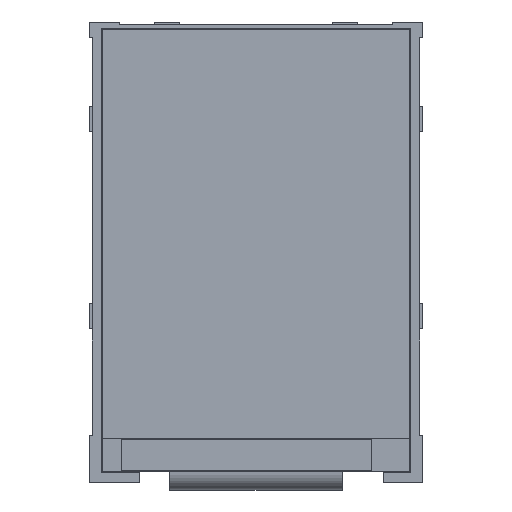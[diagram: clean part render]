
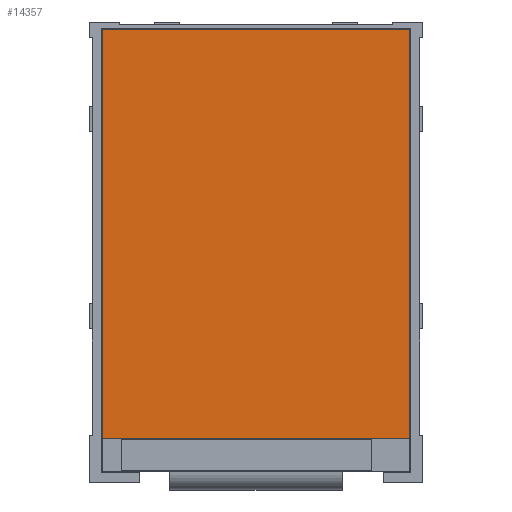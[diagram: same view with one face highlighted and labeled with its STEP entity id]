
A CAD part, top view. The second image highlights one B-rep face of the part: STEP entity #14357.
In plain terms, the highlighted planar face has unit normal (0, 0, 1).
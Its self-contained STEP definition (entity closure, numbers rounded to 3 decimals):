
#3777=ORIENTED_EDGE('',*,*,#5244,.F.);
#3778=ORIENTED_EDGE('',*,*,#5253,.F.);
#3779=ORIENTED_EDGE('',*,*,#5250,.F.);
#3780=ORIENTED_EDGE('',*,*,#5247,.F.);
#5244=EDGE_CURVE('',#6236,#6237,#7025,.T.);
#5247=EDGE_CURVE('',#6237,#6239,#7028,.T.);
#5250=EDGE_CURVE('',#6239,#6241,#7031,.T.);
#5253=EDGE_CURVE('',#6241,#6236,#7034,.T.);
#6236=VERTEX_POINT('',#25492);
#6237=VERTEX_POINT('',#25494);
#6239=VERTEX_POINT('',#25500);
#6241=VERTEX_POINT('',#25506);
#7025=LINE('',#25493,#7818);
#7028=LINE('',#25499,#7821);
#7031=LINE('',#25505,#7824);
#7034=LINE('',#25510,#7827);
#7818=VECTOR('',#16701,1000.);
#7821=VECTOR('',#16706,1000.);
#7824=VECTOR('',#16711,1000.);
#7827=VECTOR('',#16716,1000.);
#8495=EDGE_LOOP('',(#3777,#3778,#3779,#3780));
#9164=FACE_BOUND('',#8495,.T.);
#9635=PLANE('',#14899);
#14357=ADVANCED_FACE('',(#9164),#9635,.F.);
#14899=AXIS2_PLACEMENT_3D('',#25511,#16717,#16718);
#16701=DIRECTION('',(0.,1.,0.));
#16706=DIRECTION('',(1.,0.,0.));
#16711=DIRECTION('',(0.,-1.,0.));
#16716=DIRECTION('',(-1.,0.,0.));
#16717=DIRECTION('',(0.,0.,-1.));
#16718=DIRECTION('',(-1.,0.,0.));
#25492=CARTESIAN_POINT('',(-18.445,-22.37,2.42));
#25493=CARTESIAN_POINT('',(-18.445,-22.37,2.42));
#25494=CARTESIAN_POINT('',(-18.445,26.755,2.42));
#25499=CARTESIAN_POINT('',(-18.445,26.755,2.42));
#25500=CARTESIAN_POINT('',(18.445,26.755,2.42));
#25505=CARTESIAN_POINT('',(18.445,26.755,2.42));
#25506=CARTESIAN_POINT('',(18.445,-22.37,2.42));
#25510=CARTESIAN_POINT('',(18.445,-22.37,2.42));
#25511=CARTESIAN_POINT('',(0.,0.,2.42));
